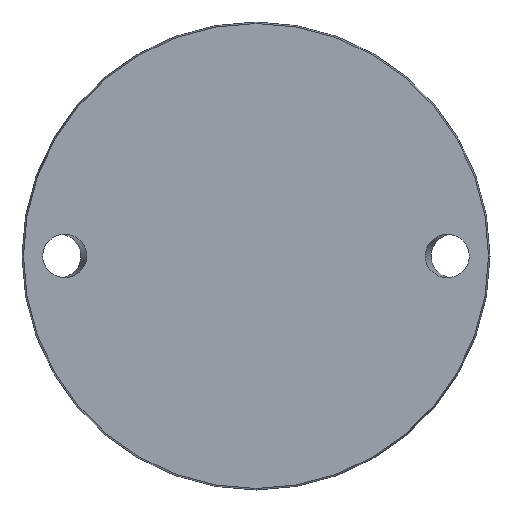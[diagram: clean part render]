
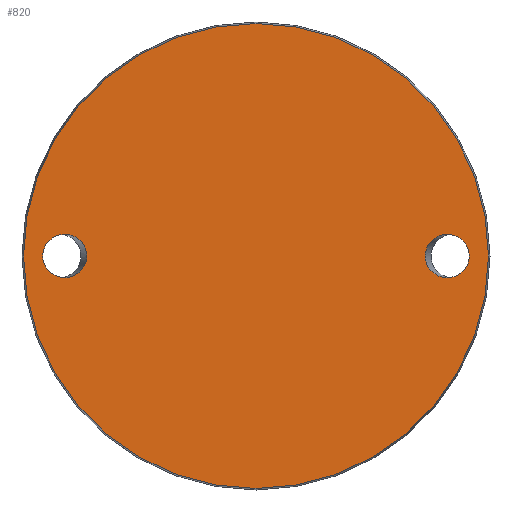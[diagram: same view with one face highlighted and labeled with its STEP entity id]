
A CAD part, front view. The second image highlights one B-rep face of the part: STEP entity #820.
In plain terms, the highlighted planar face has unit normal (0, -1, 0).
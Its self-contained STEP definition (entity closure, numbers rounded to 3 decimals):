
#13 = AXIS2_PLACEMENT_3D ( 'NONE', #575, #816, #262 ) ;
#27 = ORIENTED_EDGE ( 'NONE', *, *, #731, .T. ) ;
#28 = FACE_BOUND ( 'NONE', #318, .T. ) ;
#48 = CARTESIAN_POINT ( 'NONE',  ( 64.385, 0., 0. ) ) ;
#52 = CARTESIAN_POINT ( 'NONE',  ( 64.385, 0., 16.5 ) ) ;
#89 = EDGE_CURVE ( 'NONE', #151, #151, #365, .T. ) ;
#108 = EDGE_CURVE ( 'NONE', #524, #524, #877, .T. ) ;
#151 = VERTEX_POINT ( 'NONE', #905 ) ;
#158 = VERTEX_POINT ( 'NONE', #804 ) ;
#168 = EDGE_LOOP ( 'NONE', ( #280 ) ) ;
#174 = DIRECTION ( 'NONE',  ( 0., 0., -1. ) ) ;
#262 = DIRECTION ( 'NONE',  ( 0., 0., 1. ) ) ;
#280 = ORIENTED_EDGE ( 'NONE', *, *, #108, .T. ) ;
#297 = ORIENTED_EDGE ( 'NONE', *, *, #89, .F. ) ;
#318 = EDGE_LOOP ( 'NONE', ( #297 ) ) ;
#350 = CIRCLE ( 'NONE', #529, 88.425 ) ;
#365 =( BOUNDED_CURVE ( )  B_SPLINE_CURVE ( 3, ( #370, #444, #427, #964, #423, #52, #48 ),
 .UNSPECIFIED., .T., .F. ) 
 B_SPLINE_CURVE_WITH_KNOTS ( ( 4, 3, 4 ),
 ( 0., 3.142, 6.283 ),
 .UNSPECIFIED. ) 
 CURVE ( )  GEOMETRIC_REPRESENTATION_ITEM ( )  RATIONAL_B_SPLINE_CURVE ( ( 1., 0.333, 0.333, 1., 0.333, 0.333, 1. ) ) 
 REPRESENTATION_ITEM ( '' )  );
#370 = CARTESIAN_POINT ( 'NONE',  ( 64.385, 0., 0. ) ) ;
#423 = CARTESIAN_POINT ( 'NONE',  ( 81.115, 0., 16.5 ) ) ;
#427 = CARTESIAN_POINT ( 'NONE',  ( 81.115, 0., -16.5 ) ) ;
#433 = CARTESIAN_POINT ( 'NONE',  ( -64.385, 0., -16.5 ) ) ;
#444 = CARTESIAN_POINT ( 'NONE',  ( 64.385, 0., -16.5 ) ) ;
#489 = EDGE_LOOP ( 'NONE', ( #27 ) ) ;
#524 = VERTEX_POINT ( 'NONE', #826 ) ;
#529 = AXIS2_PLACEMENT_3D ( 'NONE', #718, #937, #174 ) ;
#575 = CARTESIAN_POINT ( 'NONE',  ( -88.425, 0., 0. ) ) ;
#598 = CARTESIAN_POINT ( 'NONE',  ( -81.115, 0., 0. ) ) ;
#647 = FACE_OUTER_BOUND ( 'NONE', #489, .T. ) ;
#672 = CARTESIAN_POINT ( 'NONE',  ( -81.115, 0., 0. ) ) ;
#718 = CARTESIAN_POINT ( 'NONE',  ( 0., 0., 0. ) ) ;
#731 = EDGE_CURVE ( 'NONE', #158, #158, #350, .T. ) ;
#744 = CARTESIAN_POINT ( 'NONE',  ( -81.115, 0., -16.5 ) ) ;
#804 = CARTESIAN_POINT ( 'NONE',  ( 0., 0., -88.425 ) ) ;
#813 = CARTESIAN_POINT ( 'NONE',  ( -64.385, 0., 16.5 ) ) ;
#816 = DIRECTION ( 'NONE',  ( 0., 1., 0. ) ) ;
#819 = CARTESIAN_POINT ( 'NONE',  ( -81.115, 0., 16.5 ) ) ;
#820 = ADVANCED_FACE ( 'NONE', ( #869, #28, #647 ), #950, .F. ) ;
#826 = CARTESIAN_POINT ( 'NONE',  ( -81.115, 0., 0. ) ) ;
#869 = FACE_BOUND ( 'NONE', #168, .T. ) ;
#877 =( BOUNDED_CURVE ( )  B_SPLINE_CURVE ( 3, ( #598, #819, #813, #897, #433, #744, #672 ),
 .UNSPECIFIED., .T., .T. ) 
 B_SPLINE_CURVE_WITH_KNOTS ( ( 4, 3, 4 ),
 ( 0., 3.142, 6.283 ),
 .UNSPECIFIED. ) 
 CURVE ( )  GEOMETRIC_REPRESENTATION_ITEM ( )  RATIONAL_B_SPLINE_CURVE ( ( 1., 0.333, 0.333, 1., 0.333, 0.333, 1. ) ) 
 REPRESENTATION_ITEM ( '' )  );
#897 = CARTESIAN_POINT ( 'NONE',  ( -64.385, 0., 0. ) ) ;
#905 = CARTESIAN_POINT ( 'NONE',  ( 64.385, 0., 0. ) ) ;
#937 = DIRECTION ( 'NONE',  ( 0., -1., 0. ) ) ;
#950 = PLANE ( 'NONE',  #13 ) ;
#964 = CARTESIAN_POINT ( 'NONE',  ( 81.115, 0., 0. ) ) ;
